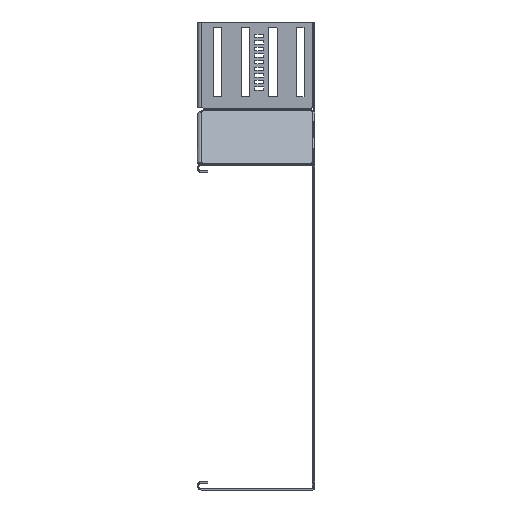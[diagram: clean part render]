
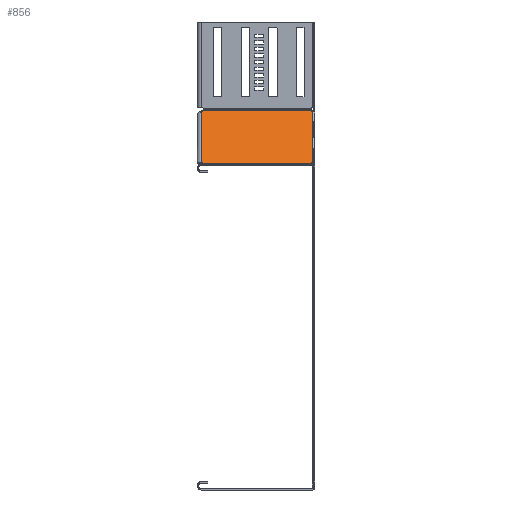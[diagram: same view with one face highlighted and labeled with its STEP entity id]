
A CAD part, left-side view. The second image highlights one B-rep face of the part: STEP entity #856.
In plain terms, the highlighted face is planar.
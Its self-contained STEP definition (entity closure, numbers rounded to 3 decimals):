
#51 = VERTEX_POINT ( 'NONE', #17825 ) ;
#362 = CARTESIAN_POINT ( 'NONE',  ( -15., 1.75, -114.725 ) ) ;
#824 = VERTEX_POINT ( 'NONE', #23810 ) ;
#856 = ADVANCED_FACE ( 'NONE', ( #21292 ), #18947, .F. ) ;
#1185 = VERTEX_POINT ( 'NONE', #8480 ) ;
#1403 = CIRCLE ( 'NONE', #6774, 2. ) ;
#1688 = CARTESIAN_POINT ( 'NONE',  ( -15., 0., -114.725 ) ) ;
#1806 = ORIENTED_EDGE ( 'NONE', *, *, #20755, .T. ) ;
#2265 = ORIENTED_EDGE ( 'NONE', *, *, #12616, .T. ) ;
#2404 = DIRECTION ( 'NONE',  ( -1., 0., 0. ) ) ;
#2426 = LINE ( 'NONE', #362, #10330 ) ;
#2879 = CARTESIAN_POINT ( 'NONE',  ( -15., 102.25, -81.082 ) ) ;
#2917 = CIRCLE ( 'NONE', #7069, 2. ) ;
#2962 = VERTEX_POINT ( 'NONE', #20673 ) ;
#2995 = DIRECTION ( 'NONE',  ( 0., -1., 0. ) ) ;
#3671 = ORIENTED_EDGE ( 'NONE', *, *, #13986, .F. ) ;
#3794 = VECTOR ( 'NONE', #10441, 1000. ) ;
#5008 = VERTEX_POINT ( 'NONE', #20659 ) ;
#5049 = CARTESIAN_POINT ( 'NONE',  ( -15., 102.25, -148.368 ) ) ;
#6549 = DIRECTION ( 'NONE',  ( 0., 1., 0. ) ) ;
#6774 = AXIS2_PLACEMENT_3D ( 'NONE', #17810, #13959, #21344 ) ;
#6998 = EDGE_CURVE ( 'NONE', #824, #51, #2917, .T. ) ;
#7069 = AXIS2_PLACEMENT_3D ( 'NONE', #17366, #23294, #15321 ) ;
#7243 = ORIENTED_EDGE ( 'NONE', *, *, #8798, .F. ) ;
#7967 = ORIENTED_EDGE ( 'NONE', *, *, #16656, .F. ) ;
#8277 = DIRECTION ( 'NONE',  ( 0., 0., 1. ) ) ;
#8313 = CARTESIAN_POINT ( 'NONE',  ( -15., 101.284, -79.72 ) ) ;
#8480 = CARTESIAN_POINT ( 'NONE',  ( -15., 102.25, -81.082 ) ) ;
#8620 = DIRECTION ( 'NONE',  ( 1., 0., 0. ) ) ;
#8635 = ORIENTED_EDGE ( 'NONE', *, *, #17677, .T. ) ;
#8798 = EDGE_CURVE ( 'NONE', #20772, #16893, #18216, .T. ) ;
#8863 = CIRCLE ( 'NONE', #24551, 2. ) ;
#9460 = ORIENTED_EDGE ( 'NONE', *, *, #6998, .F. ) ;
#10050 = AXIS2_PLACEMENT_3D ( 'NONE', #1688, #13529, #22948 ) ;
#10271 = DIRECTION ( 'NONE',  ( 0., 1., 0. ) ) ;
#10326 = DIRECTION ( 'NONE',  ( 0., 1., 0. ) ) ;
#10330 = VECTOR ( 'NONE', #8277, 1000. ) ;
#10390 = CARTESIAN_POINT ( 'NONE',  ( -15., 103.25, -81.659 ) ) ;
#10429 = VERTEX_POINT ( 'NONE', #21486 ) ;
#10441 = DIRECTION ( 'NONE',  ( 0., 0., 1. ) ) ;
#10896 = CIRCLE ( 'NONE', #20819, 2. ) ;
#11136 = EDGE_CURVE ( 'NONE', #13878, #51, #17017, .T. ) ;
#12616 = EDGE_CURVE ( 'NONE', #824, #2962, #2426, .T. ) ;
#12900 = CARTESIAN_POINT ( 'NONE',  ( -15., 0., -149.731 ) ) ;
#12999 = EDGE_CURVE ( 'NONE', #1185, #16893, #18566, .T. ) ;
#13529 = DIRECTION ( 'NONE',  ( 1., 0., 0. ) ) ;
#13878 = VERTEX_POINT ( 'NONE', #23846 ) ;
#13959 = DIRECTION ( 'NONE',  ( 1., 0., 0. ) ) ;
#13986 = EDGE_CURVE ( 'NONE', #5008, #20772, #15324, .T. ) ;
#13989 = ORIENTED_EDGE ( 'NONE', *, *, #17359, .T. ) ;
#15198 = DIRECTION ( 'NONE',  ( 0., 0.866, 0.5 ) ) ;
#15321 = DIRECTION ( 'NONE',  ( 0., -1., 0. ) ) ;
#15324 = LINE ( 'NONE', #5049, #19923 ) ;
#15947 = VECTOR ( 'NONE', #10271, 1000. ) ;
#16410 = CARTESIAN_POINT ( 'NONE',  ( -15., 103.25, -79.35 ) ) ;
#16486 = ORIENTED_EDGE ( 'NONE', *, *, #12999, .T. ) ;
#16507 = DIRECTION ( 'NONE',  ( 0., 0.866, -0.5 ) ) ;
#16547 = ORIENTED_EDGE ( 'NONE', *, *, #11136, .T. ) ;
#16656 = EDGE_CURVE ( 'NONE', #13878, #5008, #10896, .T. ) ;
#16893 = VERTEX_POINT ( 'NONE', #10390 ) ;
#17017 = LINE ( 'NONE', #12900, #21504 ) ;
#17359 = EDGE_CURVE ( 'NONE', #2962, #10429, #1403, .T. ) ;
#17366 = CARTESIAN_POINT ( 'NONE',  ( -15., 1.75, -150.101 ) ) ;
#17677 = EDGE_CURVE ( 'NONE', #10429, #22699, #18419, .T. ) ;
#17810 = CARTESIAN_POINT ( 'NONE',  ( -15., 1.75, -79.35 ) ) ;
#17825 = CARTESIAN_POINT ( 'NONE',  ( -15., 3.716, -149.731 ) ) ;
#18210 = CARTESIAN_POINT ( 'NONE',  ( -15., 103.25, -147.791 ) ) ;
#18216 = LINE ( 'NONE', #20421, #3794 ) ;
#18419 = LINE ( 'NONE', #22189, #15947 ) ;
#18566 = LINE ( 'NONE', #2879, #19857 ) ;
#18947 = PLANE ( 'NONE',  #10050 ) ;
#19857 = VECTOR ( 'NONE', #16507, 1000. ) ;
#19923 = VECTOR ( 'NONE', #15198, 1000. ) ;
#20421 = CARTESIAN_POINT ( 'NONE',  ( -15., 103.25, -114.725 ) ) ;
#20659 = CARTESIAN_POINT ( 'NONE',  ( -15., 102.25, -148.368 ) ) ;
#20673 = CARTESIAN_POINT ( 'NONE',  ( -15., 1.75, -81.35 ) ) ;
#20678 = CARTESIAN_POINT ( 'NONE',  ( -15., 103.25, -150.101 ) ) ;
#20755 = EDGE_CURVE ( 'NONE', #22699, #1185, #8863, .T. ) ;
#20772 = VERTEX_POINT ( 'NONE', #18210 ) ;
#20819 = AXIS2_PLACEMENT_3D ( 'NONE', #20678, #2404, #10326 ) ;
#21292 = FACE_OUTER_BOUND ( 'NONE', #22686, .T. ) ;
#21344 = DIRECTION ( 'NONE',  ( 0., -1., 0. ) ) ;
#21486 = CARTESIAN_POINT ( 'NONE',  ( -15., 3.716, -79.72 ) ) ;
#21504 = VECTOR ( 'NONE', #2995, 1000. ) ;
#22189 = CARTESIAN_POINT ( 'NONE',  ( -15., 0., -79.72 ) ) ;
#22686 = EDGE_LOOP ( 'NONE', ( #7967, #16547, #9460, #2265, #13989, #8635, #1806, #16486, #7243, #3671 ) ) ;
#22699 = VERTEX_POINT ( 'NONE', #8313 ) ;
#22948 = DIRECTION ( 'NONE',  ( 0., 1., 0. ) ) ;
#23294 = DIRECTION ( 'NONE',  ( -1., 0., 0. ) ) ;
#23810 = CARTESIAN_POINT ( 'NONE',  ( -15., 1.75, -148.101 ) ) ;
#23846 = CARTESIAN_POINT ( 'NONE',  ( -15., 101.284, -149.731 ) ) ;
#24551 = AXIS2_PLACEMENT_3D ( 'NONE', #16410, #8620, #6549 ) ;
